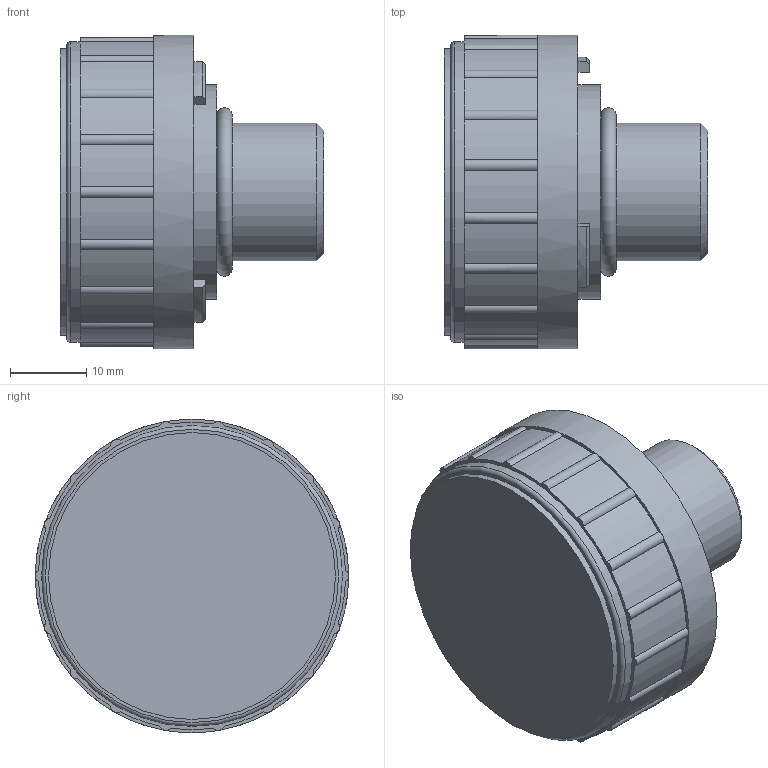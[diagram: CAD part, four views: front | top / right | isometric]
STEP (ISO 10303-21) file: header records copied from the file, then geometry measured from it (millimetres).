
FILE_DESCRIPTION( ( 'STEP AP214' ), '1' );
FILE_NAME( 'K0457.2411815.stp', '2020-12-08T09:16:48', ( '' ), ( '' ), ' ', 'PARTsolutions', ' ' );
FILE_SCHEMA( ( 'AUTOMOTIVE_DESIGN { 1 0 10303 214 1 1 1 1 }' ) );
Length unit declared in the file: millimetre
Products named in the file (1): _K0457.2411815
Bounding box: 34.51 x 41 x 41 mm (x, y, z)
Volume: 26519.2 mm3; surface area: 7575.6 mm2
Topology: 1 solids, 1 shells, 107 faces, 294 edges, 189 vertices
Faces by surface type: cylinder 53, plane 48, cone 4, torus 2
Full cylindrical faces by diameter (mm): 4.02 x1, 12.58 x1, 18 x1, 28 x1, 32.45 x1, 35.32 x1, 37.54 x1, 39.36 x1, 41 x1
Entity records: 4260 total; most frequent: DIRECTION 658, CARTESIAN_POINT 572, ORIENTED_EDGE 556, EDGE_CURVE 278, AXIS2_PLACEMENT_3D 272, VERTEX_POINT 186, CIRCLE 164, EDGE_LOOP 127
